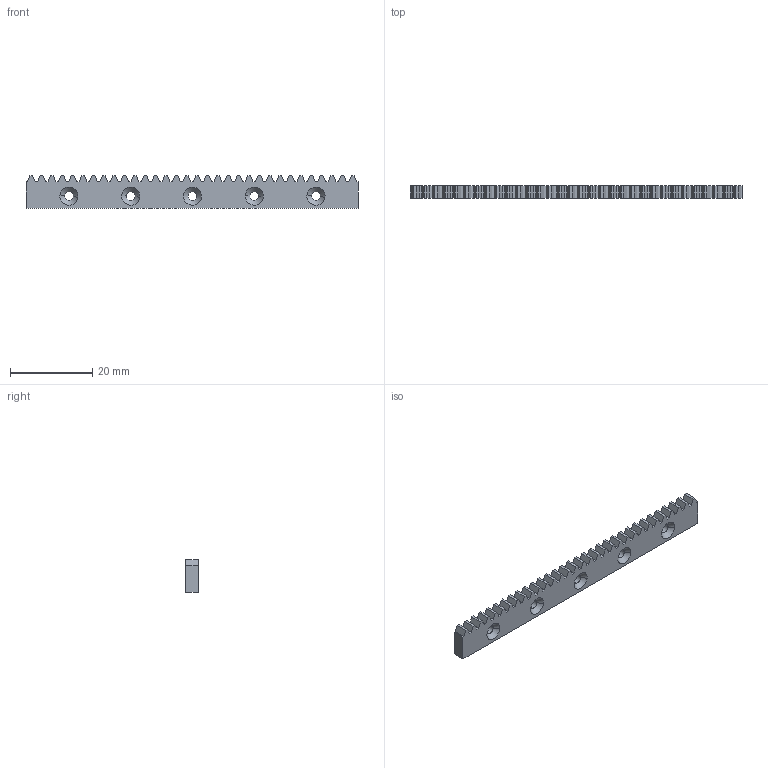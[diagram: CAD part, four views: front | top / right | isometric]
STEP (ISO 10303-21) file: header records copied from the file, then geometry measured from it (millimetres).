
FILE_DESCRIPTION((''),'2;1');
FILE_NAME('','2005-04-20T11:20:47',(''),(''),'','CADfix','');
FILE_SCHEMA(('AUTOMOTIVE_DESIGN'));
Length unit declared in the file: millimetre
Products named in the file (1): rack
Bounding box: 80.64 x 3 x 8 mm (x, y, z)
Volume: 1668.8 mm3; surface area: 1934.8 mm2
Topology: 1 solids, 1 shells, 154 faces, 481 edges, 329 vertices
Faces by surface type: bspline 154
Entity records: 5019 total; most frequent: CARTESIAN_POINT 2193, ORIENTED_EDGE 962, EDGE_CURVE 481, QUASI_UNIFORM_CURVE 416, VERTEX_POINT 329, EDGE_LOOP 164, FACE_OUTER_BOUND 154, ADVANCED_FACE 154
